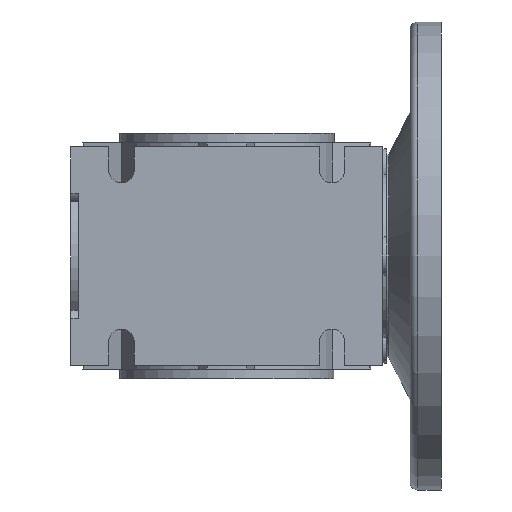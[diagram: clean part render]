
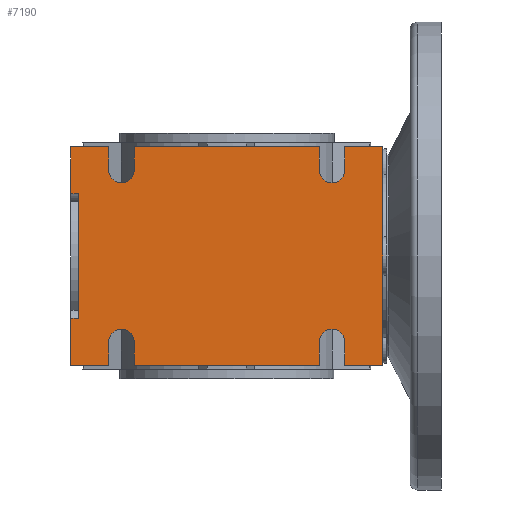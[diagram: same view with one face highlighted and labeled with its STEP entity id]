
A CAD part, front view. The second image highlights one B-rep face of the part: STEP entity #7190.
In plain terms, the highlighted planar face has unit normal (0, -1, 0).
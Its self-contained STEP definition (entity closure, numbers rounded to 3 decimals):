
#3801=CARTESIAN_POINT('',(-23.75,-40.0,-22.0));
#3802=VERTEX_POINT('',#3801);
#3803=CARTESIAN_POINT('',(-30.25,-40.0,-22.0));
#3804=VERTEX_POINT('',#3803);
#3805=CARTESIAN_POINT('',(-27.0,-40.0,-22.0));
#3806=DIRECTION('',(0.0,1.0,0.0));
#3807=DIRECTION('',(0.0,0.0,1.0));
#3808=AXIS2_PLACEMENT_3D('',#3805,#3806,#3807);
#3809=CIRCLE('',#3808,3.25);
#3810=EDGE_CURVE('',#3802,#3804,#3809,.F.);
#3885=CARTESIAN_POINT('',(30.25,-40.0,-22.0));
#3886=VERTEX_POINT('',#3885);
#3887=CARTESIAN_POINT('',(23.75,-40.0,-22.0));
#3888=VERTEX_POINT('',#3887);
#3889=CARTESIAN_POINT('',(27.0,-40.0,-22.0));
#3890=DIRECTION('',(0.0,1.0,0.0));
#3891=DIRECTION('',(0.0,0.0,1.0));
#3892=AXIS2_PLACEMENT_3D('',#3889,#3890,#3891);
#3893=CIRCLE('',#3892,3.25);
#3894=EDGE_CURVE('',#3886,#3888,#3893,.F.);
#5102=CARTESIAN_POINT('',(40.0,-40.0,28.));
#5103=VERTEX_POINT('',#5102);
#5110=CARTESIAN_POINT('',(40.0,-40.0,-28.));
#5111=VERTEX_POINT('',#5110);
#5112=CARTESIAN_POINT('',(40.0,-40.0,28.));
#5113=DIRECTION('',(0.0,0.0,-1.0));
#5114=VECTOR('',#5113,56.);
#5115=LINE('',#5112,#5114);
#5116=EDGE_CURVE('',#5103,#5111,#5115,.T.);
#5441=CARTESIAN_POINT('',(-38.0,-40.0,-16.0));
#5442=VERTEX_POINT('',#5441);
#5457=CARTESIAN_POINT('',(-40.0,-40.0,-16.0));
#5458=VERTEX_POINT('',#5457);
#5465=CARTESIAN_POINT('',(-38.0,-40.0,-16.0));
#5466=DIRECTION('',(-1.0,0.0,0.0));
#5467=VECTOR('',#5466,2.0);
#5468=LINE('',#5465,#5467);
#5469=EDGE_CURVE('',#5442,#5458,#5468,.T.);
#5550=CARTESIAN_POINT('',(-40.0,-40.0,16.0));
#5551=VERTEX_POINT('',#5550);
#5568=CARTESIAN_POINT('',(-38.0,-40.0,16.0));
#5569=VERTEX_POINT('',#5568);
#5576=CARTESIAN_POINT('',(-40.0,-40.0,16.0));
#5577=DIRECTION('',(1.0,0.0,0.0));
#5578=VECTOR('',#5577,2.0);
#5579=LINE('',#5576,#5578);
#5580=EDGE_CURVE('',#5551,#5569,#5579,.T.);
#5649=CARTESIAN_POINT('',(-38.0,-40.0,-16.0));
#5650=DIRECTION('',(0.0,0.0,1.0));
#5651=VECTOR('',#5650,32.0);
#5652=LINE('',#5649,#5651);
#5653=EDGE_CURVE('',#5442,#5569,#5652,.T.);
#6585=CARTESIAN_POINT('',(30.25,-40.0,-28.));
#6586=VERTEX_POINT('',#6585);
#6587=CARTESIAN_POINT('',(30.25,-40.0,-28.));
#6588=DIRECTION('',(1.0,0.0,0.0));
#6589=VECTOR('',#6588,9.75);
#6590=LINE('',#6587,#6589);
#6591=EDGE_CURVE('',#6586,#5111,#6590,.T.);
#6633=CARTESIAN_POINT('',(-30.25,-40.0,-28.));
#6634=VERTEX_POINT('',#6633);
#6641=CARTESIAN_POINT('',(-40.0,-40.0,-28.));
#6642=VERTEX_POINT('',#6641);
#6643=CARTESIAN_POINT('',(-40.0,-40.0,-28.));
#6644=DIRECTION('',(1.0,0.0,0.0));
#6645=VECTOR('',#6644,9.75);
#6646=LINE('',#6643,#6645);
#6647=EDGE_CURVE('',#6642,#6634,#6646,.T.);
#6715=CARTESIAN_POINT('',(-40.0,-40.0,28.));
#6716=VERTEX_POINT('',#6715);
#6717=CARTESIAN_POINT('',(-40.0,-40.0,28.));
#6718=DIRECTION('',(0.0,0.0,-1.0));
#6719=VECTOR('',#6718,12.);
#6720=LINE('',#6717,#6719);
#6721=EDGE_CURVE('',#6716,#5551,#6720,.T.);
#6886=CARTESIAN_POINT('',(-40.0,-40.0,-16.0));
#6887=DIRECTION('',(0.0,0.0,-1.0));
#6888=VECTOR('',#6887,12.);
#6889=LINE('',#6886,#6888);
#6890=EDGE_CURVE('',#5458,#6642,#6889,.T.);
#7051=CARTESIAN_POINT('',(23.75,-40.0,-28.));
#7052=VERTEX_POINT('',#7051);
#7059=CARTESIAN_POINT('',(-23.75,-40.0,-28.));
#7060=VERTEX_POINT('',#7059);
#7061=CARTESIAN_POINT('',(-23.75,-40.0,-28.));
#7062=DIRECTION('',(1.0,0.0,0.0));
#7063=VECTOR('',#7062,47.5);
#7064=LINE('',#7061,#7063);
#7065=EDGE_CURVE('',#7060,#7052,#7064,.T.);
#7076=CARTESIAN_POINT('',(-40.0,-40.0,28.));
#7077=DIRECTION('',(0.0,1.0,0.0));
#7078=DIRECTION('',(0.0,0.0,1.0));
#7079=AXIS2_PLACEMENT_3D('',#7076,#7077,#7078);
#7080=PLANE('',#7079);
#7081=ORIENTED_EDGE('',*,*,#5653,.F.);
#7082=ORIENTED_EDGE('',*,*,#5469,.T.);
#7083=ORIENTED_EDGE('',*,*,#6890,.T.);
#7084=ORIENTED_EDGE('',*,*,#6647,.T.);
#7085=CARTESIAN_POINT('',(-30.25,-40.0,-22.0));
#7086=DIRECTION('',(0.0,0.0,-1.0));
#7087=VECTOR('',#7086,6.);
#7088=LINE('',#7085,#7087);
#7089=EDGE_CURVE('',#3804,#6634,#7088,.T.);
#7090=ORIENTED_EDGE('',*,*,#7089,.F.);
#7091=ORIENTED_EDGE('',*,*,#3810,.F.);
#7092=CARTESIAN_POINT('',(-23.75,-40.0,-28.));
#7093=DIRECTION('',(0.0,0.0,1.0));
#7094=VECTOR('',#7093,6.);
#7095=LINE('',#7092,#7094);
#7096=EDGE_CURVE('',#7060,#3802,#7095,.T.);
#7097=ORIENTED_EDGE('',*,*,#7096,.F.);
#7098=ORIENTED_EDGE('',*,*,#7065,.T.);
#7099=CARTESIAN_POINT('',(23.75,-40.0,-22.0));
#7100=DIRECTION('',(0.0,0.0,-1.0));
#7101=VECTOR('',#7100,6.);
#7102=LINE('',#7099,#7101);
#7103=EDGE_CURVE('',#3888,#7052,#7102,.T.);
#7104=ORIENTED_EDGE('',*,*,#7103,.F.);
#7105=ORIENTED_EDGE('',*,*,#3894,.F.);
#7106=CARTESIAN_POINT('',(30.25,-40.0,-28.));
#7107=DIRECTION('',(0.0,0.0,1.0));
#7108=VECTOR('',#7107,6.);
#7109=LINE('',#7106,#7108);
#7110=EDGE_CURVE('',#6586,#3886,#7109,.T.);
#7111=ORIENTED_EDGE('',*,*,#7110,.F.);
#7112=ORIENTED_EDGE('',*,*,#6591,.T.);
#7113=ORIENTED_EDGE('',*,*,#5116,.F.);
#7114=CARTESIAN_POINT('',(30.25,-40.0,28.));
#7115=VERTEX_POINT('',#7114);
#7116=CARTESIAN_POINT('',(30.25,-40.0,28.));
#7117=DIRECTION('',(1.0,0.0,0.0));
#7118=VECTOR('',#7117,9.75);
#7119=LINE('',#7116,#7118);
#7120=EDGE_CURVE('',#7115,#5103,#7119,.T.);
#7121=ORIENTED_EDGE('',*,*,#7120,.F.);
#7122=CARTESIAN_POINT('',(30.25,-40.0,22.0));
#7123=VERTEX_POINT('',#7122);
#7124=CARTESIAN_POINT('',(30.25,-40.0,28.));
#7125=DIRECTION('',(0.0,0.0,-1.0));
#7126=VECTOR('',#7125,6.);
#7127=LINE('',#7124,#7126);
#7128=EDGE_CURVE('',#7115,#7123,#7127,.T.);
#7129=ORIENTED_EDGE('',*,*,#7128,.T.);
#7130=CARTESIAN_POINT('',(23.75,-40.0,22.0));
#7131=VERTEX_POINT('',#7130);
#7132=CARTESIAN_POINT('',(27.0,-40.0,22.0));
#7133=DIRECTION('',(0.0,1.0,0.0));
#7134=DIRECTION('',(0.0,0.0,1.0));
#7135=AXIS2_PLACEMENT_3D('',#7132,#7133,#7134);
#7136=CIRCLE('',#7135,3.25);
#7137=EDGE_CURVE('',#7123,#7131,#7136,.T.);
#7138=ORIENTED_EDGE('',*,*,#7137,.T.);
#7139=CARTESIAN_POINT('',(23.75,-40.0,28.));
#7140=VERTEX_POINT('',#7139);
#7141=CARTESIAN_POINT('',(23.75,-40.0,22.0));
#7142=DIRECTION('',(0.0,0.0,1.0));
#7143=VECTOR('',#7142,6.);
#7144=LINE('',#7141,#7143);
#7145=EDGE_CURVE('',#7131,#7140,#7144,.T.);
#7146=ORIENTED_EDGE('',*,*,#7145,.T.);
#7147=CARTESIAN_POINT('',(-23.75,-40.0,28.));
#7148=VERTEX_POINT('',#7147);
#7149=CARTESIAN_POINT('',(-23.75,-40.0,28.));
#7150=DIRECTION('',(1.0,0.0,0.0));
#7151=VECTOR('',#7150,47.5);
#7152=LINE('',#7149,#7151);
#7153=EDGE_CURVE('',#7148,#7140,#7152,.T.);
#7154=ORIENTED_EDGE('',*,*,#7153,.F.);
#7155=CARTESIAN_POINT('',(-23.75,-40.0,22.0));
#7156=VERTEX_POINT('',#7155);
#7157=CARTESIAN_POINT('',(-23.75,-40.0,28.));
#7158=DIRECTION('',(0.0,0.0,-1.0));
#7159=VECTOR('',#7158,6.);
#7160=LINE('',#7157,#7159);
#7161=EDGE_CURVE('',#7148,#7156,#7160,.T.);
#7162=ORIENTED_EDGE('',*,*,#7161,.T.);
#7163=CARTESIAN_POINT('',(-30.25,-40.0,22.0));
#7164=VERTEX_POINT('',#7163);
#7165=CARTESIAN_POINT('',(-27.0,-40.0,22.0));
#7166=DIRECTION('',(0.0,1.0,0.0));
#7167=DIRECTION('',(0.0,0.0,1.0));
#7168=AXIS2_PLACEMENT_3D('',#7165,#7166,#7167);
#7169=CIRCLE('',#7168,3.25);
#7170=EDGE_CURVE('',#7156,#7164,#7169,.T.);
#7171=ORIENTED_EDGE('',*,*,#7170,.T.);
#7172=CARTESIAN_POINT('',(-30.25,-40.0,28.));
#7173=VERTEX_POINT('',#7172);
#7174=CARTESIAN_POINT('',(-30.25,-40.0,22.0));
#7175=DIRECTION('',(0.0,0.0,1.0));
#7176=VECTOR('',#7175,6.);
#7177=LINE('',#7174,#7176);
#7178=EDGE_CURVE('',#7164,#7173,#7177,.T.);
#7179=ORIENTED_EDGE('',*,*,#7178,.T.);
#7180=CARTESIAN_POINT('',(-40.0,-40.0,28.));
#7181=DIRECTION('',(1.0,0.0,0.0));
#7182=VECTOR('',#7181,9.75);
#7183=LINE('',#7180,#7182);
#7184=EDGE_CURVE('',#6716,#7173,#7183,.T.);
#7185=ORIENTED_EDGE('',*,*,#7184,.F.);
#7186=ORIENTED_EDGE('',*,*,#6721,.T.);
#7187=ORIENTED_EDGE('',*,*,#5580,.T.);
#7188=EDGE_LOOP('',(#7081,#7082,#7083,#7084,#7090,#7091,#7097,#7098,#7104,#7105,#7111,#7112,#7113,#7121,#7129,#7138,#7146,#7154,#7162,#7171,#7179,#7185,#7186,#7187));
#7189=FACE_OUTER_BOUND('',#7188,.T.);
#7190=ADVANCED_FACE('',(#7189),#7080,.F.);
